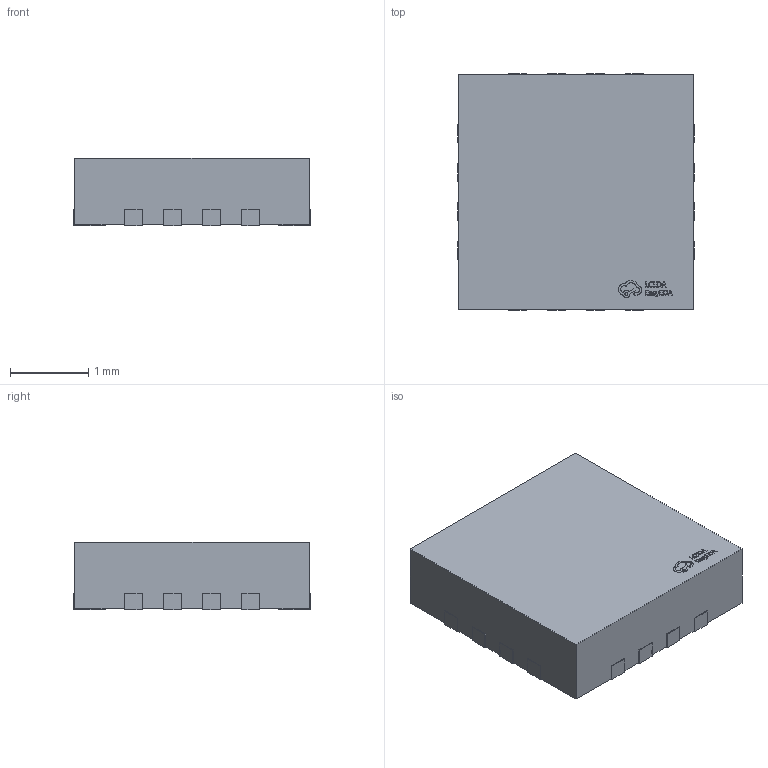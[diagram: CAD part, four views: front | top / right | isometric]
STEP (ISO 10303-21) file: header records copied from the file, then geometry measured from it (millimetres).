
FILE_DESCRIPTION (( 'STEP AP214' ), '1' );
FILE_NAME ('MLF-16_L3.0-W3.0-P0.50-TL-EP.step', '2022-08-04T05:36:12', ( '' ), ( '' ), 'SwSTEP 2.0', 'SolidWorks 2020', '' );
FILE_SCHEMA (( 'AUTOMOTIVE_DESIGN' ));
Length unit declared in the file: millimetre
Products named in the file (1): MLF-16_L3.0-W3.0-P0.50-TL-EP
Bounding box: 3.02 x 3.02 x 0.86 mm (x, y, z)
Volume: 7.7 mm3; surface area: 28.7 mm2
Topology: 14 solids, 14 shells, 392 faces, 1071 edges, 714 vertices
Faces by surface type: plane 280, bspline 112
Entity records: 17307 total; most frequent: CARTESIAN_POINT 4282, ORIENTED_EDGE 2142, DIRECTION 1405, EDGE_CURVE 1071, VECTOR 843, LINE 843, VERTEX_POINT 714, EDGE_LOOP 411
